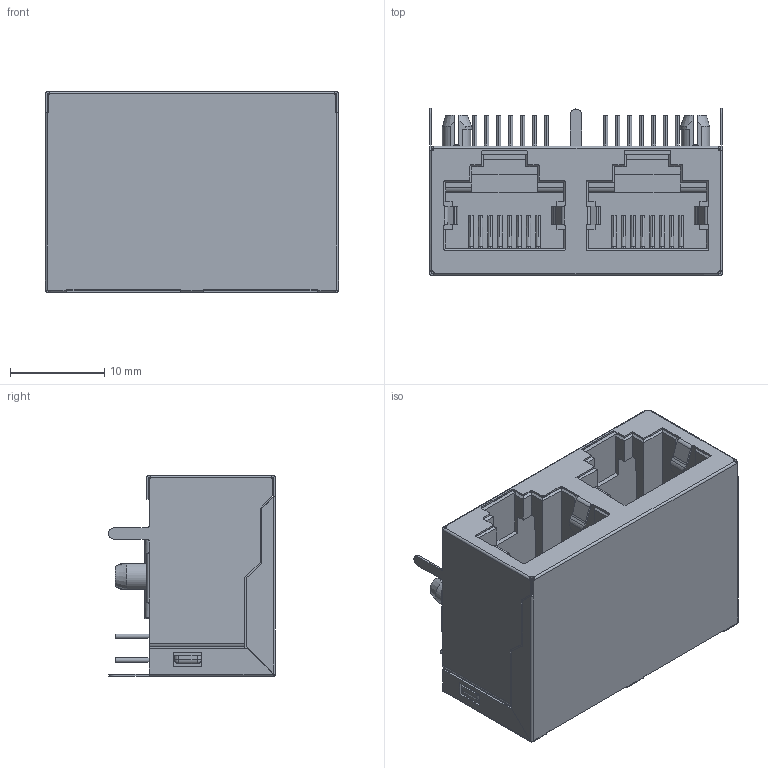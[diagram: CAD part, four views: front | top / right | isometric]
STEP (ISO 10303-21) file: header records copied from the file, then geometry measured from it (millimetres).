
FILE_DESCRIPTION (( 'STEP AP214' ), '1' );
FILE_NAME ('FRJ45007-2100K6K02A0-REF .STEP', '2025-04-08T08:03:06', ( '' ), ( '' ), 'SwSTEP 2.0', 'SolidWorks 2021', '' );
FILE_SCHEMA (( 'AUTOMOTIVE_DESIGN' ));
Length unit declared in the file: millimetre
Products named in the file (1): FRJ45007-2100K6K02A0-REF 
Bounding box: 31.22 x 17.73 x 21.3 mm (x, y, z)
Volume: 5225 mm3; surface area: 10071 mm2
Topology: 1 solids, 1 shells, 1142 faces, 3157 edges, 1988 vertices
Faces by surface type: plane 731, cylinder 281, torus 74, bspline 44, sphere 8, cone 4
Entity records: 38310 total; most frequent: CARTESIAN_POINT 8945, ORIENTED_EDGE 6314, DIRECTION 5996, EDGE_CURVE 3157, LINE 2070, VECTOR 2070, VERTEX_POINT 1988, AXIS2_PLACEMENT_3D 1963
